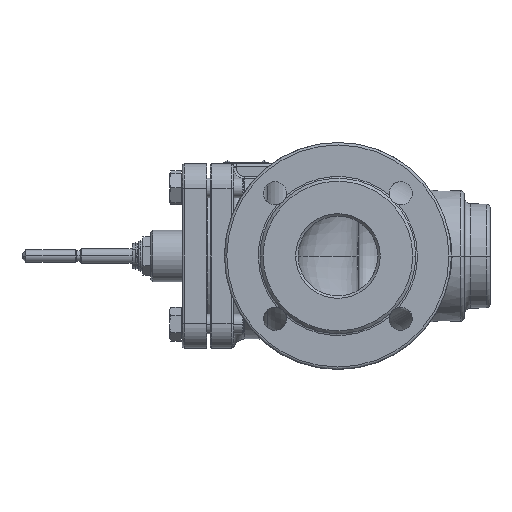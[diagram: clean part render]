
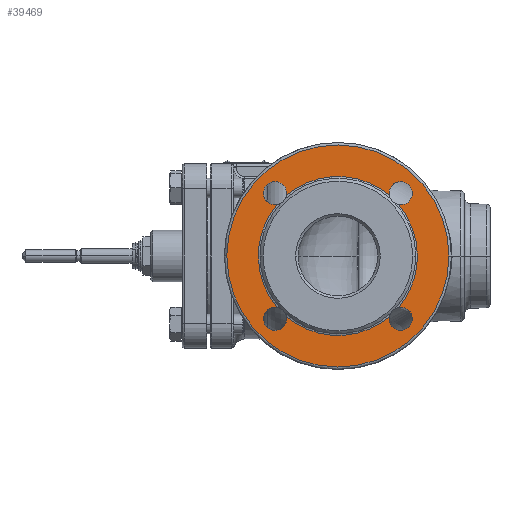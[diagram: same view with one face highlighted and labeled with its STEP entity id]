
A CAD part, left-side view. The second image highlights one B-rep face of the part: STEP entity #39469.
In plain terms, the highlighted planar face has unit normal (-1, 0, 0).
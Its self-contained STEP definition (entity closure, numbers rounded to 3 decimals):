
#4374=CARTESIAN_POINT('',(-142.,0.,0.));
#4375=DIRECTION('',(1.,0.,0.));
#4376=DIRECTION('',(0.,-1.,0.));
#4377=AXIS2_PLACEMENT_3D('',#4374,#4375,#4376);
#4379=CARTESIAN_POINT('',(-142.,0.,0.));
#4380=DIRECTION('',(1.,0.,0.));
#4381=DIRECTION('',(0.,-1.,-0.01));
#4382=AXIS2_PLACEMENT_3D('',#4379,#4380,#4381);
#4384=CARTESIAN_POINT('',(-142.,0.,0.));
#4385=DIRECTION('',(1.,0.,0.));
#4386=DIRECTION('',(0.,1.,0.));
#4387=AXIS2_PLACEMENT_3D('',#4384,#4385,#4386);
#4389=CARTESIAN_POINT('',(-142.,0.,0.));
#4390=DIRECTION('',(1.,0.,0.));
#4391=DIRECTION('',(0.,1.,0.01));
#4392=AXIS2_PLACEMENT_3D('',#4389,#4390,#4391);
#4394=CARTESIAN_POINT('',(-142.,-51.265,-51.265));
#4395=DIRECTION('',(-1.,0.,0.));
#4396=DIRECTION('',(0.,1.,0.));
#4397=AXIS2_PLACEMENT_3D('',#4394,#4395,#4396);
#4399=CARTESIAN_POINT('',(-142.,-51.265,-51.265));
#4400=DIRECTION('',(-1.,0.,0.));
#4401=DIRECTION('',(0.,-1.,0.));
#4402=AXIS2_PLACEMENT_3D('',#4399,#4400,#4401);
#4404=CARTESIAN_POINT('',(-142.,0.,0.));
#4405=DIRECTION('',(-1.,0.,0.));
#4406=DIRECTION('',(0.,-0.762,-0.647));
#4407=AXIS2_PLACEMENT_3D('',#4404,#4405,#4406);
#4409=CARTESIAN_POINT('',(-142.,0.,0.));
#4410=DIRECTION('',(-1.,0.,0.));
#4411=DIRECTION('',(0.,-1.,0.011));
#4412=AXIS2_PLACEMENT_3D('',#4409,#4410,#4411);
#4414=CARTESIAN_POINT('',(-142.,-51.265,51.265));
#4415=DIRECTION('',(-1.,0.,0.));
#4416=DIRECTION('',(0.,0.193,-0.981));
#4417=AXIS2_PLACEMENT_3D('',#4414,#4415,#4416);
#4419=CARTESIAN_POINT('',(-142.,-51.265,51.265));
#4420=DIRECTION('',(-1.,0.,0.));
#4421=DIRECTION('',(0.,0.,-1.));
#4422=AXIS2_PLACEMENT_3D('',#4419,#4420,#4421);
#4424=CARTESIAN_POINT('',(-142.,-51.265,51.265));
#4425=DIRECTION('',(-1.,0.,0.));
#4426=DIRECTION('',(0.,0.,1.));
#4427=AXIS2_PLACEMENT_3D('',#4424,#4425,#4426);
#4429=CARTESIAN_POINT('',(-142.,0.,0.));
#4430=DIRECTION('',(-1.,0.,0.));
#4431=DIRECTION('',(0.,-0.647,0.762));
#4432=AXIS2_PLACEMENT_3D('',#4429,#4430,#4431);
#4434=CARTESIAN_POINT('',(-142.,51.265,51.265));
#4435=DIRECTION('',(-1.,0.,0.));
#4436=DIRECTION('',(0.,-0.981,-0.193));
#4437=AXIS2_PLACEMENT_3D('',#4434,#4435,#4436);
#4439=CARTESIAN_POINT('',(-142.,51.265,51.265));
#4440=DIRECTION('',(-1.,0.,0.));
#4441=DIRECTION('',(0.,-1.,0.));
#4442=AXIS2_PLACEMENT_3D('',#4439,#4440,#4441);
#4444=CARTESIAN_POINT('',(-142.,51.265,51.265));
#4445=DIRECTION('',(-1.,0.,0.));
#4446=DIRECTION('',(0.,1.,0.));
#4447=AXIS2_PLACEMENT_3D('',#4444,#4445,#4446);
#4449=CARTESIAN_POINT('',(-142.,0.,0.));
#4450=DIRECTION('',(-1.,0.,0.));
#4451=DIRECTION('',(0.,0.762,0.647));
#4452=AXIS2_PLACEMENT_3D('',#4449,#4450,#4451);
#4454=CARTESIAN_POINT('',(-142.,0.,0.));
#4455=DIRECTION('',(-1.,0.,0.));
#4456=DIRECTION('',(0.,1.,-0.011));
#4457=AXIS2_PLACEMENT_3D('',#4454,#4455,#4456);
#4459=CARTESIAN_POINT('',(-142.,51.265,-51.265));
#4460=DIRECTION('',(-1.,0.,0.));
#4461=DIRECTION('',(0.,-0.193,0.981));
#4462=AXIS2_PLACEMENT_3D('',#4459,#4460,#4461);
#4464=CARTESIAN_POINT('',(-142.,51.265,-51.265));
#4465=DIRECTION('',(-1.,0.,0.));
#4466=DIRECTION('',(0.,0.,1.));
#4467=AXIS2_PLACEMENT_3D('',#4464,#4465,#4466);
#4469=CARTESIAN_POINT('',(-142.,51.265,-51.265));
#4470=DIRECTION('',(-1.,0.,0.));
#4471=DIRECTION('',(0.,0.,-1.));
#4472=AXIS2_PLACEMENT_3D('',#4469,#4470,#4471);
#4474=CARTESIAN_POINT('',(-142.,0.,0.));
#4475=DIRECTION('',(-1.,0.,0.));
#4476=DIRECTION('',(0.,0.647,-0.762));
#4477=AXIS2_PLACEMENT_3D('',#4474,#4475,#4476);
#4479=CARTESIAN_POINT('',(-142.,-51.265,-51.265));
#4480=DIRECTION('',(-1.,0.,0.));
#4481=DIRECTION('',(0.,0.981,0.193));
#4482=AXIS2_PLACEMENT_3D('',#4479,#4480,#4481);
#18186=CARTESIAN_POINT('',(-142.,-41.944,49.431));
#27350=CARTESIAN_POINT('',(-142.,-49.431,41.944));
#27351=CARTESIAN_POINT('',(-142.,-51.265,41.765));
#27352=VERTEX_POINT('',#27350);
#27353=VERTEX_POINT('',#27351);
#27354=VERTEX_POINT('',#18186);
#27355=CARTESIAN_POINT('',(-142.,-51.265,60.765));
#27356=VERTEX_POINT('',#27355);
#27361=CARTESIAN_POINT('',(-142.,-90.496,-0.895));
#27362=CARTESIAN_POINT('',(-142.,90.5,0.));
#27363=VERTEX_POINT('',#27361);
#27364=VERTEX_POINT('',#27362);
#27365=CARTESIAN_POINT('',(-142.,-90.5,0.));
#27366=VERTEX_POINT('',#27365);
#27367=CARTESIAN_POINT('',(-142.,90.496,0.895));
#27368=VERTEX_POINT('',#27367);
#27369=CARTESIAN_POINT('',(-142.,-41.765,-51.265));
#27370=CARTESIAN_POINT('',(-142.,-60.765,-51.265));
#27371=VERTEX_POINT('',#27369);
#27372=VERTEX_POINT('',#27370);
#27373=CARTESIAN_POINT('',(-142.,-49.431,-41.944));
#27374=VERTEX_POINT('',#27373);
#27375=CARTESIAN_POINT('',(-142.,-64.825,0.7));
#27376=VERTEX_POINT('',#27375);
#27377=CARTESIAN_POINT('',(-142.,41.944,49.431));
#27378=VERTEX_POINT('',#27377);
#27379=CARTESIAN_POINT('',(-142.,41.765,51.265));
#27380=VERTEX_POINT('',#27379);
#27381=CARTESIAN_POINT('',(-142.,60.765,51.265));
#27382=VERTEX_POINT('',#27381);
#27383=CARTESIAN_POINT('',(-142.,49.431,41.944));
#27384=VERTEX_POINT('',#27383);
#27385=CARTESIAN_POINT('',(-142.,64.825,-0.7));
#27386=CARTESIAN_POINT('',(-142.,49.431,-41.944));
#27387=VERTEX_POINT('',#27385);
#27388=VERTEX_POINT('',#27386);
#27389=CARTESIAN_POINT('',(-142.,51.265,-41.765));
#27390=VERTEX_POINT('',#27389);
#27391=CARTESIAN_POINT('',(-142.,51.265,-60.765));
#27392=VERTEX_POINT('',#27391);
#27393=CARTESIAN_POINT('',(-142.,41.944,-49.431));
#27394=VERTEX_POINT('',#27393);
#27395=CARTESIAN_POINT('',(-142.,-41.944,-49.431));
#27396=VERTEX_POINT('',#27395);
#39418=CARTESIAN_POINT('',(-142.,0.,0.));
#39419=DIRECTION('',(1.,0.,0.));
#39420=DIRECTION('',(0.,-1.,0.));
#39421=AXIS2_PLACEMENT_3D('',#39418,#39419,#39420);
#39422=PLANE('',#39421);
#39424=ORIENTED_EDGE('',*,*,#39423,.T.);
#39426=ORIENTED_EDGE('',*,*,#39425,.T.);
#39428=ORIENTED_EDGE('',*,*,#39427,.T.);
#39430=ORIENTED_EDGE('',*,*,#39429,.T.);
#39431=EDGE_LOOP('',(#39424,#39426,#39428,#39430));
#39432=FACE_OUTER_BOUND('',#39431,.F.);
#39434=ORIENTED_EDGE('',*,*,#39433,.T.);
#39436=ORIENTED_EDGE('',*,*,#39435,.T.);
#39438=ORIENTED_EDGE('',*,*,#39437,.T.);
#39440=ORIENTED_EDGE('',*,*,#39439,.T.);
#39441=ORIENTED_EDGE('',*,*,#39400,.T.);
#39443=ORIENTED_EDGE('',*,*,#39442,.T.);
#39444=ORIENTED_EDGE('',*,*,#39407,.T.);
#39446=ORIENTED_EDGE('',*,*,#39445,.T.);
#39448=ORIENTED_EDGE('',*,*,#39447,.T.);
#39450=ORIENTED_EDGE('',*,*,#39449,.T.);
#39452=ORIENTED_EDGE('',*,*,#39451,.T.);
#39454=ORIENTED_EDGE('',*,*,#39453,.T.);
#39456=ORIENTED_EDGE('',*,*,#39455,.T.);
#39458=ORIENTED_EDGE('',*,*,#39457,.T.);
#39460=ORIENTED_EDGE('',*,*,#39459,.T.);
#39462=ORIENTED_EDGE('',*,*,#39461,.T.);
#39464=ORIENTED_EDGE('',*,*,#39463,.T.);
#39466=ORIENTED_EDGE('',*,*,#39465,.T.);
#39467=EDGE_LOOP('',(#39434,#39436,#39438,#39440,#39441,#39443,#39444,#39446,
#39448,#39450,#39452,#39454,#39456,#39458,#39460,#39462,#39464,#39466));
#39468=FACE_BOUND('',#39467,.F.);
#39469=ADVANCED_FACE('',(#39432,#39468),#39422,.F.);
#4378=CIRCLE('',#4377,90.5);
#4383=CIRCLE('',#4382,90.5);
#4388=CIRCLE('',#4387,90.5);
#4393=CIRCLE('',#4392,90.5);
#4398=CIRCLE('',#4397,9.5);
#4403=CIRCLE('',#4402,9.5);
#4408=CIRCLE('',#4407,64.828);
#4413=CIRCLE('',#4412,64.828);
#4418=CIRCLE('',#4417,9.5);
#4423=CIRCLE('',#4422,9.5);
#4428=CIRCLE('',#4427,9.5);
#4433=CIRCLE('',#4432,64.828);
#4438=CIRCLE('',#4437,9.5);
#4443=CIRCLE('',#4442,9.5);
#4448=CIRCLE('',#4447,9.5);
#4453=CIRCLE('',#4452,64.828);
#4458=CIRCLE('',#4457,64.828);
#4463=CIRCLE('',#4462,9.5);
#4468=CIRCLE('',#4467,9.5);
#4473=CIRCLE('',#4472,9.5);
#4478=CIRCLE('',#4477,64.828);
#4483=CIRCLE('',#4482,9.5);
#39400=EDGE_CURVE('',#27352,#27353,#4418,.T.);
#39407=EDGE_CURVE('',#27356,#27354,#4428,.T.);
#39423=EDGE_CURVE('',#27366,#27363,#4378,.T.);
#39425=EDGE_CURVE('',#27363,#27364,#4383,.T.);
#39427=EDGE_CURVE('',#27364,#27368,#4388,.T.);
#39429=EDGE_CURVE('',#27368,#27366,#4393,.T.);
#39433=EDGE_CURVE('',#27371,#27372,#4398,.T.);
#39435=EDGE_CURVE('',#27372,#27374,#4403,.T.);
#39437=EDGE_CURVE('',#27374,#27376,#4408,.T.);
#39439=EDGE_CURVE('',#27376,#27352,#4413,.T.);
#39442=EDGE_CURVE('',#27353,#27356,#4423,.T.);
#39445=EDGE_CURVE('',#27354,#27378,#4433,.T.);
#39447=EDGE_CURVE('',#27378,#27380,#4438,.T.);
#39449=EDGE_CURVE('',#27380,#27382,#4443,.T.);
#39451=EDGE_CURVE('',#27382,#27384,#4448,.T.);
#39453=EDGE_CURVE('',#27384,#27387,#4453,.T.);
#39455=EDGE_CURVE('',#27387,#27388,#4458,.T.);
#39457=EDGE_CURVE('',#27388,#27390,#4463,.T.);
#39459=EDGE_CURVE('',#27390,#27392,#4468,.T.);
#39461=EDGE_CURVE('',#27392,#27394,#4473,.T.);
#39463=EDGE_CURVE('',#27394,#27396,#4478,.T.);
#39465=EDGE_CURVE('',#27396,#27371,#4483,.T.);
